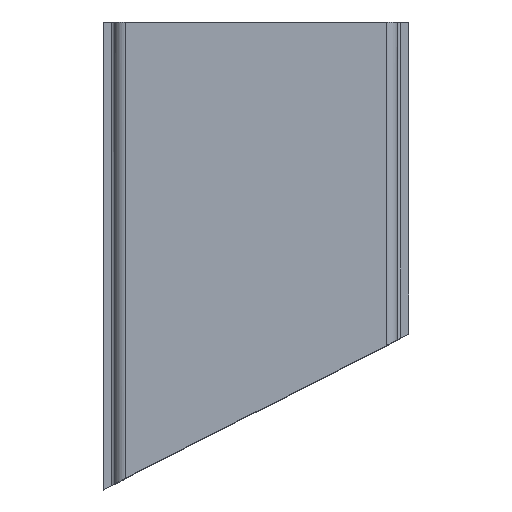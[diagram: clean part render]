
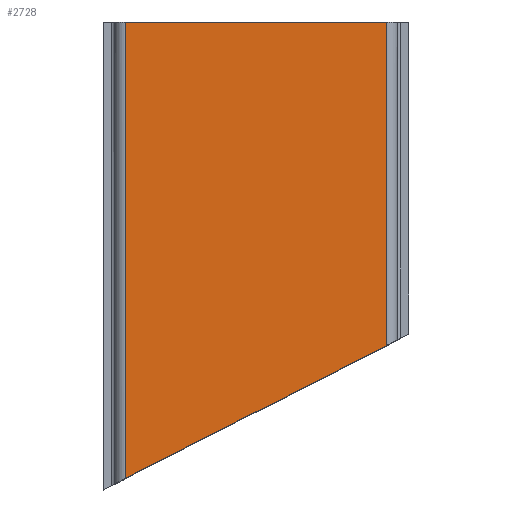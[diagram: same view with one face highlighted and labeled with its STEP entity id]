
A CAD part, top view. The second image highlights one B-rep face of the part: STEP entity #2728.
In plain terms, the highlighted planar face has unit normal (0, 0, 1).
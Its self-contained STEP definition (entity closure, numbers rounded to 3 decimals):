
#100 = PLANE('',#101);
#101 = AXIS2_PLACEMENT_3D('',#102,#103,#104);
#102 = CARTESIAN_POINT('',(-340.524,-278.7,50.));
#103 = DIRECTION('',(0.454,-0.891,0.));
#104 = DIRECTION('',(0.891,0.454,0.));
#242 = PLANE('',#243);
#243 = AXIS2_PLACEMENT_3D('',#244,#245,#246);
#244 = CARTESIAN_POINT('',(0.,0.,26.574));
#245 = DIRECTION('',(0.,1.,0.));
#246 = DIRECTION('',(0.,0.,1.));
#1054 = VERTEX_POINT('',#1055);
#1055 = CARTESIAN_POINT('',(35.1,-87.31,38.1));
#1070 = CYLINDRICAL_SURFACE('',#1071,3.);
#1071 = AXIS2_PLACEMENT_3D('',#1072,#1073,#1074);
#1072 = CARTESIAN_POINT('',(35.1,0.,35.1));
#1073 = DIRECTION('',(0.,1.,0.));
#1074 = DIRECTION('',(1.,0.,0.));
#1087 = EDGE_CURVE('',#1054,#1088,#1090,.T.);
#1088 = VERTEX_POINT('',#1089);
#1089 = CARTESIAN_POINT('',(-35.1,-123.078,38.1));
#1090 = SURFACE_CURVE('',#1091,(#1095,#1102),.PCURVE_S1.);
#1091 = LINE('',#1092,#1093);
#1092 = CARTESIAN_POINT('',(-135.053,-174.007,38.1));
#1093 = VECTOR('',#1094,1.);
#1094 = DIRECTION('',(-0.891,-0.454,0.));
#1095 = PCURVE('',#100,#1096);
#1096 = DEFINITIONAL_REPRESENTATION('',(#1097),#1101);
#1097 = LINE('',#1098,#1099);
#1098 = CARTESIAN_POINT('',(230.605,-11.9));
#1099 = VECTOR('',#1100,1.);
#1100 = DIRECTION('',(-1.,0.));
#1101 = ( GEOMETRIC_REPRESENTATION_CONTEXT(2) 
PARAMETRIC_REPRESENTATION_CONTEXT() REPRESENTATION_CONTEXT('2D SPACE',''
  ) );
#1102 = PCURVE('',#1103,#1108);
#1103 = PLANE('',#1104);
#1104 = AXIS2_PLACEMENT_3D('',#1105,#1106,#1107);
#1105 = CARTESIAN_POINT('',(35.1,0.,38.1));
#1106 = DIRECTION('',(0.,0.,1.));
#1107 = DIRECTION('',(1.,0.,0.));
#1108 = DEFINITIONAL_REPRESENTATION('',(#1109),#1113);
#1109 = LINE('',#1110,#1111);
#1110 = CARTESIAN_POINT('',(-170.153,-174.007));
#1111 = VECTOR('',#1112,1.);
#1112 = DIRECTION('',(-0.891,-0.454));
#1113 = ( GEOMETRIC_REPRESENTATION_CONTEXT(2) 
PARAMETRIC_REPRESENTATION_CONTEXT() REPRESENTATION_CONTEXT('2D SPACE',''
  ) );
#1132 = CYLINDRICAL_SURFACE('',#1133,3.);
#1133 = AXIS2_PLACEMENT_3D('',#1134,#1135,#1136);
#1134 = CARTESIAN_POINT('',(-35.1,0.,35.1));
#1135 = DIRECTION('',(0.,1.,0.));
#1136 = DIRECTION('',(1.,0.,0.));
#2155 = VERTEX_POINT('',#2156);
#2156 = CARTESIAN_POINT('',(35.1,0.,38.1));
#2178 = EDGE_CURVE('',#2155,#2179,#2181,.T.);
#2179 = VERTEX_POINT('',#2180);
#2180 = CARTESIAN_POINT('',(-35.1,0.,38.1));
#2181 = SURFACE_CURVE('',#2182,(#2186,#2193),.PCURVE_S1.);
#2182 = LINE('',#2183,#2184);
#2183 = CARTESIAN_POINT('',(35.1,0.,38.1));
#2184 = VECTOR('',#2185,1.);
#2185 = DIRECTION('',(-1.,0.,0.));
#2186 = PCURVE('',#242,#2187);
#2187 = DEFINITIONAL_REPRESENTATION('',(#2188),#2192);
#2188 = LINE('',#2189,#2190);
#2189 = CARTESIAN_POINT('',(11.526,35.1));
#2190 = VECTOR('',#2191,1.);
#2191 = DIRECTION('',(-0.,-1.));
#2192 = ( GEOMETRIC_REPRESENTATION_CONTEXT(2) 
PARAMETRIC_REPRESENTATION_CONTEXT() REPRESENTATION_CONTEXT('2D SPACE',''
  ) );
#2193 = PCURVE('',#1103,#2194);
#2194 = DEFINITIONAL_REPRESENTATION('',(#2195),#2199);
#2195 = LINE('',#2196,#2197);
#2196 = CARTESIAN_POINT('',(-0.,0.));
#2197 = VECTOR('',#2198,1.);
#2198 = DIRECTION('',(-1.,0.));
#2199 = ( GEOMETRIC_REPRESENTATION_CONTEXT(2) 
PARAMETRIC_REPRESENTATION_CONTEXT() REPRESENTATION_CONTEXT('2D SPACE',''
  ) );
#2708 = EDGE_CURVE('',#2179,#1088,#2709,.T.);
#2709 = SURFACE_CURVE('',#2710,(#2714,#2721),.PCURVE_S1.);
#2710 = LINE('',#2711,#2712);
#2711 = CARTESIAN_POINT('',(-35.1,0.,38.1));
#2712 = VECTOR('',#2713,1.);
#2713 = DIRECTION('',(0.,-1.,0.));
#2714 = PCURVE('',#1132,#2715);
#2715 = DEFINITIONAL_REPRESENTATION('',(#2716),#2720);
#2716 = LINE('',#2717,#2718);
#2717 = CARTESIAN_POINT('',(4.712,0.));
#2718 = VECTOR('',#2719,1.);
#2719 = DIRECTION('',(0.,-1.));
#2720 = ( GEOMETRIC_REPRESENTATION_CONTEXT(2) 
PARAMETRIC_REPRESENTATION_CONTEXT() REPRESENTATION_CONTEXT('2D SPACE',''
  ) );
#2721 = PCURVE('',#1103,#2722);
#2722 = DEFINITIONAL_REPRESENTATION('',(#2723),#2727);
#2723 = LINE('',#2724,#2725);
#2724 = CARTESIAN_POINT('',(-70.2,0.));
#2725 = VECTOR('',#2726,1.);
#2726 = DIRECTION('',(-0.,-1.));
#2727 = ( GEOMETRIC_REPRESENTATION_CONTEXT(2) 
PARAMETRIC_REPRESENTATION_CONTEXT() REPRESENTATION_CONTEXT('2D SPACE',''
  ) );
#2728 = ADVANCED_FACE('',(#2729),#1103,.T.);
#2729 = FACE_BOUND('',#2730,.F.);
#2730 = EDGE_LOOP('',(#2731,#2732,#2753,#2754));
#2731 = ORIENTED_EDGE('',*,*,#2178,.F.);
#2732 = ORIENTED_EDGE('',*,*,#2733,.T.);
#2733 = EDGE_CURVE('',#2155,#1054,#2734,.T.);
#2734 = SURFACE_CURVE('',#2735,(#2739,#2746),.PCURVE_S1.);
#2735 = LINE('',#2736,#2737);
#2736 = CARTESIAN_POINT('',(35.1,0.,38.1));
#2737 = VECTOR('',#2738,1.);
#2738 = DIRECTION('',(0.,-1.,0.));
#2739 = PCURVE('',#1103,#2740);
#2740 = DEFINITIONAL_REPRESENTATION('',(#2741),#2745);
#2741 = LINE('',#2742,#2743);
#2742 = CARTESIAN_POINT('',(0.,-0.));
#2743 = VECTOR('',#2744,1.);
#2744 = DIRECTION('',(-0.,-1.));
#2745 = ( GEOMETRIC_REPRESENTATION_CONTEXT(2) 
PARAMETRIC_REPRESENTATION_CONTEXT() REPRESENTATION_CONTEXT('2D SPACE',''
  ) );
#2746 = PCURVE('',#1070,#2747);
#2747 = DEFINITIONAL_REPRESENTATION('',(#2748),#2752);
#2748 = LINE('',#2749,#2750);
#2749 = CARTESIAN_POINT('',(4.712,0.));
#2750 = VECTOR('',#2751,1.);
#2751 = DIRECTION('',(0.,-1.));
#2752 = ( GEOMETRIC_REPRESENTATION_CONTEXT(2) 
PARAMETRIC_REPRESENTATION_CONTEXT() REPRESENTATION_CONTEXT('2D SPACE',''
  ) );
#2753 = ORIENTED_EDGE('',*,*,#1087,.T.);
#2754 = ORIENTED_EDGE('',*,*,#2708,.F.);
